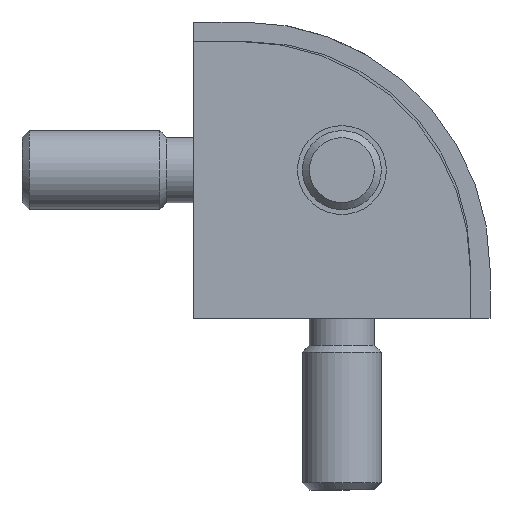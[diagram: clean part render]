
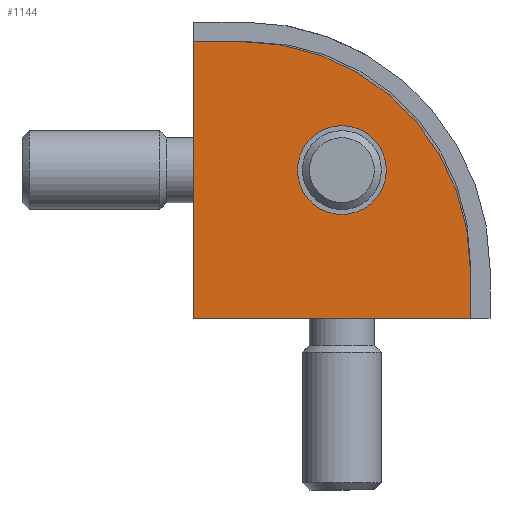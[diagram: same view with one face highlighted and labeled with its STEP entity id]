
A CAD part, front view. The second image highlights one B-rep face of the part: STEP entity #1144.
In plain terms, the highlighted planar face has unit normal (0, -1, 0).
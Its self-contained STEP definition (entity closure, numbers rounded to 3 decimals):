
#1144=ADVANCED_FACE('',(#1266,#1267),#1268,.T.);
#1266=FACE_BOUND('',#1428,.T.);
#1267=FACE_OUTER_BOUND('',#1429,.T.);
#1268=PLANE('',#1430);
#1428=EDGE_LOOP('',(#1767));
#1429=EDGE_LOOP('',(#1768,#1769,#1770,#1771,#1772));
#1430=AXIS2_PLACEMENT_3D('',#1773,#1774,#1775);
#1767=ORIENTED_EDGE('',*,*,#1990,.F.);
#1768=ORIENTED_EDGE('',*,*,#1991,.F.);
#1769=ORIENTED_EDGE('',*,*,#1986,.T.);
#1770=ORIENTED_EDGE('',*,*,#1992,.F.);
#1771=ORIENTED_EDGE('',*,*,#1993,.T.);
#1772=ORIENTED_EDGE('',*,*,#1994,.T.);
#1773=CARTESIAN_POINT('',(21.0,0.0,0.0));
#1774=DIRECTION('',(0.0,-1.0,0.0));
#1775=DIRECTION('',(0.0,0.0,-1.0));
#1986=EDGE_CURVE('',#2154,#2155,#2156,.T.);
#1990=EDGE_CURVE('',#2162,#2162,#2163,.T.);
#1991=EDGE_CURVE('',#2154,#2164,#2165,.F.);
#1992=EDGE_CURVE('',#2166,#2155,#2167,.T.);
#1993=EDGE_CURVE('',#2166,#2168,#2169,.T.);
#1994=EDGE_CURVE('',#2168,#2164,#2170,.T.);
#2154=VERTEX_POINT('',#2544);
#2155=VERTEX_POINT('',#2545);
#2156=LINE('',#2546,#2547);
#2162=VERTEX_POINT('',#2556);
#2163=CIRCLE('',#2557,6.75);
#2164=VERTEX_POINT('',#2558);
#2165=CIRCLE('',#2559,33.5);
#2166=VERTEX_POINT('',#2560);
#2167=LINE('',#2561,#2562);
#2168=VERTEX_POINT('',#2563);
#2169=LINE('',#2564,#2565);
#2170=LINE('',#2566,#2567);
#2544=CARTESIAN_POINT('',(8.5,0.0,42.0));
#2545=CARTESIAN_POINT('',(0.0,0.0,42.0));
#2546=CARTESIAN_POINT('',(21.0,0.0,42.0));
#2547=VECTOR('',#2740,1.0);
#2556=CARTESIAN_POINT('',(22.5,0.,15.75));
#2557=AXIS2_PLACEMENT_3D('',#2744,#2745,#2746);
#2558=CARTESIAN_POINT('',(42.0,0.0,8.5));
#2559=AXIS2_PLACEMENT_3D('',#2747,#2748,#2749);
#2560=CARTESIAN_POINT('',(0.0,0.0,0.0));
#2561=CARTESIAN_POINT('',(0.0,0.0,0.0));
#2562=VECTOR('',#2750,1.0);
#2563=CARTESIAN_POINT('',(42.0,0.0,0.0));
#2564=CARTESIAN_POINT('',(21.0,0.0,0.0));
#2565=VECTOR('',#2751,1.0);
#2566=CARTESIAN_POINT('',(42.0,0.0,0.0));
#2567=VECTOR('',#2752,1.0);
#2740=DIRECTION('',(-1.0,0.0,0.0));
#2744=CARTESIAN_POINT('',(22.5,0.,22.5));
#2745=DIRECTION('',(0.,-1.0,0.));
#2746=DIRECTION('',(0.,0.,-1.0));
#2747=CARTESIAN_POINT('',(8.5,0.0,8.5));
#2748=DIRECTION('',(0.0,-1.0,0.0));
#2749=DIRECTION('',(0.0,0.0,-1.0));
#2750=DIRECTION('',(0.0,0.0,1.0));
#2751=DIRECTION('',(1.0,0.0,0.0));
#2752=DIRECTION('',(0.0,0.0,1.0));
